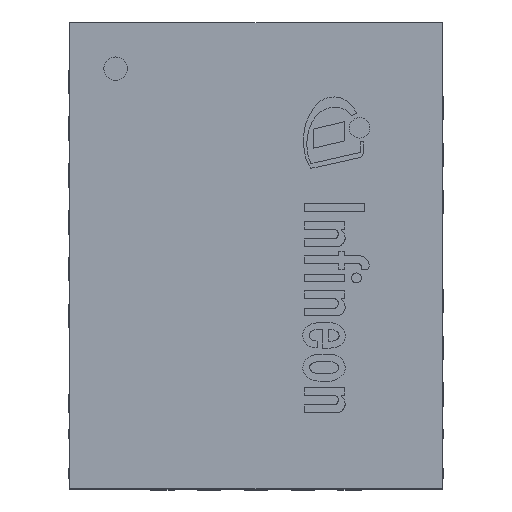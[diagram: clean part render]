
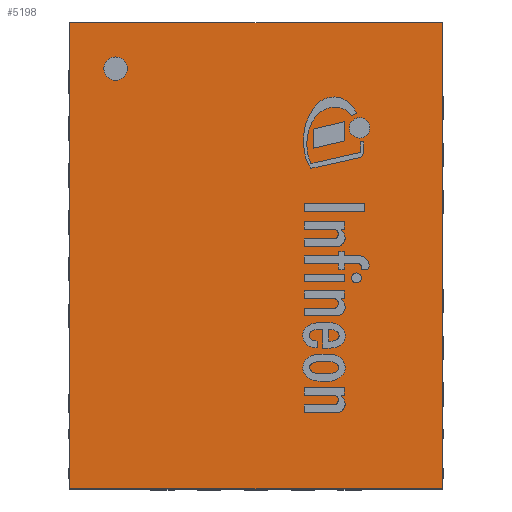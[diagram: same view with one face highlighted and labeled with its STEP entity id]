
A CAD part, top view. The second image highlights one B-rep face of the part: STEP entity #5198.
In plain terms, the highlighted planar face has unit normal (0, 0, 1).
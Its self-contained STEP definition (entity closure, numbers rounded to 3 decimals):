
#146=LINE('',#7399,#759);
#149=LINE('',#7405,#762);
#152=LINE('',#7411,#765);
#155=LINE('',#7415,#768);
#759=VECTOR('',#5972,1.);
#762=VECTOR('',#5977,1.);
#765=VECTOR('',#5982,1.);
#768=VECTOR('',#5987,1.);
#1376=PLANE('',#5561);
#1627=FACE_BOUND('',#1968,.T.);
#1642=FACE_OUTER_BOUND('',#1967,.T.);
#1967=EDGE_LOOP('',(#3666,#3667,#3668,#3669));
#1968=EDGE_LOOP('',(#3670));
#2293=CIRCLE('',#5554,0.125);
#2393=VERTEX_POINT('',#7389);
#2396=VERTEX_POINT('',#7396);
#2397=VERTEX_POINT('',#7398);
#2399=VERTEX_POINT('',#7404);
#2401=VERTEX_POINT('',#7410);
#2895=EDGE_CURVE('',#2393,#2393,#2293,.T.);
#2898=EDGE_CURVE('',#2397,#2396,#146,.T.);
#2901=EDGE_CURVE('',#2399,#2397,#149,.T.);
#2904=EDGE_CURVE('',#2401,#2399,#152,.T.);
#2907=EDGE_CURVE('',#2396,#2401,#155,.T.);
#3666=ORIENTED_EDGE('',*,*,#2907,.T.);
#3667=ORIENTED_EDGE('',*,*,#2904,.T.);
#3668=ORIENTED_EDGE('',*,*,#2901,.T.);
#3669=ORIENTED_EDGE('',*,*,#2898,.T.);
#3670=ORIENTED_EDGE('',*,*,#2895,.T.);
#5198=ADVANCED_FACE('',(#1642,#1627),#1376,.T.);
#5554=AXIS2_PLACEMENT_3D('',#7390,#5964,#5965);
#5561=AXIS2_PLACEMENT_3D('',#7417,#5990,#5991);
#5964=DIRECTION('center_axis',(0.,0.,-1.));
#5965=DIRECTION('ref_axis',(0.,-1.,0.));
#5972=DIRECTION('',(1.,0.,0.));
#5977=DIRECTION('',(0.,-1.,0.));
#5982=DIRECTION('',(-1.,0.,0.));
#5987=DIRECTION('',(0.,1.,0.));
#5990=DIRECTION('center_axis',(0.,0.,1.));
#5991=DIRECTION('ref_axis',(0.,-1.,0.));
#7389=CARTESIAN_POINT('',(-1.5,2.125,1.));
#7390=CARTESIAN_POINT('Origin',(-1.5,2.,1.));
#7396=CARTESIAN_POINT('',(1.99,-2.49,1.));
#7398=CARTESIAN_POINT('',(-1.99,-2.49,1.));
#7399=CARTESIAN_POINT('',(1.99,-2.49,1.));
#7404=CARTESIAN_POINT('',(-1.99,2.49,1.));
#7405=CARTESIAN_POINT('',(-1.99,-2.49,1.));
#7410=CARTESIAN_POINT('',(1.99,2.49,1.));
#7411=CARTESIAN_POINT('',(-1.99,2.49,1.));
#7415=CARTESIAN_POINT('',(1.99,2.49,1.));
#7417=CARTESIAN_POINT('Origin',(0.,0.,1.));
